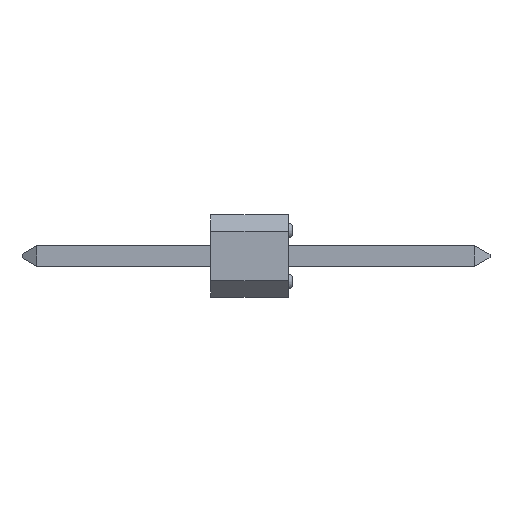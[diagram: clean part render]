
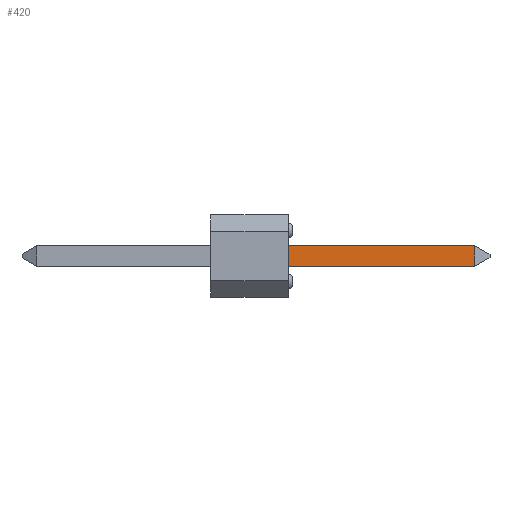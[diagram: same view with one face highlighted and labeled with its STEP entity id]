
A CAD part, left-side view. The second image highlights one B-rep face of the part: STEP entity #420.
In plain terms, the highlighted planar face has unit normal (-1, 0, 0).
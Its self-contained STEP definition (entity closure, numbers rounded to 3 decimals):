
#13 = DIRECTION ( 'NONE',  ( 0., 0., 1. ) ) ;
#54 = CARTESIAN_POINT ( 'NONE',  ( -0.32, -6.24, -0.32 ) ) ;
#77 = DIRECTION ( 'NONE',  ( 0., 1., 0. ) ) ;
#127 = DIRECTION ( 'NONE',  ( 0., 0., 1. ) ) ;
#177 = EDGE_CURVE ( 'NONE', #968, #657, #389, .T. ) ;
#207 = ORIENTED_EDGE ( 'NONE', *, *, #998, .F. ) ;
#262 = ORIENTED_EDGE ( 'NONE', *, *, #177, .T. ) ;
#361 = CARTESIAN_POINT ( 'NONE',  ( -0.32, -6.24, -0.32 ) ) ;
#389 = LINE ( 'NONE', #997, #411 ) ;
#411 = VECTOR ( 'NONE', #918, 1000. ) ;
#420 = ADVANCED_FACE ( 'NONE', ( #973 ), #439, .T. ) ;
#439 = PLANE ( 'NONE',  #897 ) ;
#455 = CARTESIAN_POINT ( 'NONE',  ( -0.32, -5.772, 0.32 ) ) ;
#456 = CARTESIAN_POINT ( 'NONE',  ( -0.32, 0., -0.32 ) ) ;
#469 = EDGE_CURVE ( 'NONE', #657, #730, #559, .T. ) ;
#515 = DIRECTION ( 'NONE',  ( -1., 0., 0. ) ) ;
#559 = LINE ( 'NONE', #787, #850 ) ;
#564 = LINE ( 'NONE', #54, #963 ) ;
#617 = CARTESIAN_POINT ( 'NONE',  ( -0.32, -5.772, -0.32 ) ) ;
#641 = ORIENTED_EDGE ( 'NONE', *, *, #469, .T. ) ;
#657 = VERTEX_POINT ( 'NONE', #455 ) ;
#674 = CARTESIAN_POINT ( 'NONE',  ( -0.32, 0., -0.32 ) ) ;
#681 = DIRECTION ( 'NONE',  ( 0., 1., 0. ) ) ;
#730 = VERTEX_POINT ( 'NONE', #923 ) ;
#749 = EDGE_CURVE ( 'NONE', #890, #730, #860, .T. ) ;
#781 = ORIENTED_EDGE ( 'NONE', *, *, #749, .F. ) ;
#787 = CARTESIAN_POINT ( 'NONE',  ( -0.32, -6.24, 0.32 ) ) ;
#850 = VECTOR ( 'NONE', #77, 1000. ) ;
#860 = LINE ( 'NONE', #674, #1046 ) ;
#890 = VERTEX_POINT ( 'NONE', #456 ) ;
#897 = AXIS2_PLACEMENT_3D ( 'NONE', #361, #515, #13 ) ;
#918 = DIRECTION ( 'NONE',  ( 0., 0., 1. ) ) ;
#923 = CARTESIAN_POINT ( 'NONE',  ( -0.32, 0., 0.32 ) ) ;
#963 = VECTOR ( 'NONE', #681, 1000. ) ;
#968 = VERTEX_POINT ( 'NONE', #617 ) ;
#973 = FACE_OUTER_BOUND ( 'NONE', #978, .T. ) ;
#978 = EDGE_LOOP ( 'NONE', ( #207, #262, #641, #781 ) ) ;
#997 = CARTESIAN_POINT ( 'NONE',  ( -0.32, -5.772, 0.32 ) ) ;
#998 = EDGE_CURVE ( 'NONE', #968, #890, #564, .T. ) ;
#1046 = VECTOR ( 'NONE', #127, 1000. ) ;
